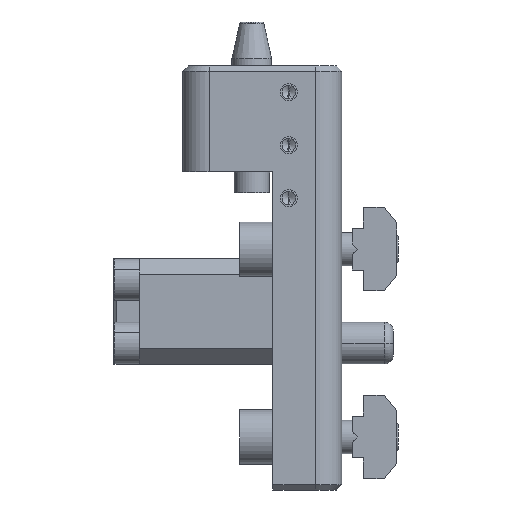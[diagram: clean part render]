
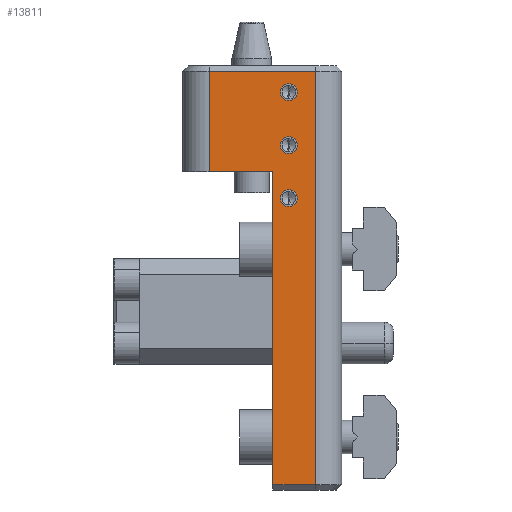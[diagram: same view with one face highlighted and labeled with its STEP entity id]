
A CAD part, left-side view. The second image highlights one B-rep face of the part: STEP entity #13811.
In plain terms, the highlighted planar face has unit normal (-1, 0, 0).
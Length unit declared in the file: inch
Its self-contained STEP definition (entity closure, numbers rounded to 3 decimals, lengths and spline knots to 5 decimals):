
#315 = VECTOR ( 'NONE', #1588, 39.37008 ) ;
#408 = ORIENTED_EDGE ( 'NONE', *, *, #6648, .T. ) ;
#487 = DIRECTION ( 'NONE',  ( 0., 0., 1. ) ) ;
#670 = CARTESIAN_POINT ( 'NONE',  ( -1.75, -0.1, -1. ) ) ;
#704 = VERTEX_POINT ( 'NONE', #8784 ) ;
#1050 = VERTEX_POINT ( 'NONE', #7590 ) ;
#1246 = VERTEX_POINT ( 'NONE', #19137 ) ;
#1521 = DIRECTION ( 'NONE',  ( 0., 0., 1. ) ) ;
#1588 = DIRECTION ( 'NONE',  ( 0., 1., 0. ) ) ;
#2471 = EDGE_CURVE ( 'NONE', #21263, #17280, #3079, .T. ) ;
#2722 = VECTOR ( 'NONE', #8487, 39.37008 ) ;
#3079 = LINE ( 'NONE', #13558, #5417 ) ;
#3172 = AXIS2_PLACEMENT_3D ( 'NONE', #9604, #6414, #14864 ) ;
#3270 = VECTOR ( 'NONE', #7546, 39.37008 ) ;
#3433 = DIRECTION ( 'NONE',  ( 1., 0., 0. ) ) ;
#3492 = EDGE_CURVE ( 'NONE', #17280, #704, #19893, .T. ) ;
#3501 = EDGE_CURVE ( 'NONE', #9782, #9333, #19662, .T. ) ;
#3536 = DIRECTION ( 'NONE',  ( 0., 0., -1. ) ) ;
#3646 = FACE_BOUND ( 'NONE', #9842, .T. ) ;
#4200 = ORIENTED_EDGE ( 'NONE', *, *, #10573, .F. ) ;
#4232 = CARTESIAN_POINT ( 'NONE',  ( -1.75, -0.1, -1. ) ) ;
#4393 = LINE ( 'NONE', #16719, #12807 ) ;
#5056 = CARTESIAN_POINT ( 'NONE',  ( -1.75, -0.25, -0.247 ) ) ;
#5088 = VECTOR ( 'NONE', #11070, 39.37008 ) ;
#5134 = FACE_OUTER_BOUND ( 'NONE', #8579, .T. ) ;
#5249 = CARTESIAN_POINT ( 'NONE',  ( -1.75, -0.5, -0.05 ) ) ;
#5339 = VERTEX_POINT ( 'NONE', #18200 ) ;
#5417 = VECTOR ( 'NONE', #10013, 39.37008 ) ;
#5819 = ORIENTED_EDGE ( 'NONE', *, *, #17692, .T. ) ;
#6414 = DIRECTION ( 'NONE',  ( -1., 0., 0. ) ) ;
#6648 = EDGE_CURVE ( 'NONE', #9782, #21263, #4393, .T. ) ;
#6811 = DIRECTION ( 'NONE',  ( -1., 0., 0. ) ) ;
#7128 = ORIENTED_EDGE ( 'NONE', *, *, #18935, .F. ) ;
#7383 = CARTESIAN_POINT ( 'NONE',  ( -1.75, -0.25, -0.82574 ) ) ;
#7546 = DIRECTION ( 'NONE',  ( 0., 1., 0. ) ) ;
#7590 = CARTESIAN_POINT ( 'NONE',  ( -1.75, -0.25, -0.66826 ) ) ;
#8099 = VERTEX_POINT ( 'NONE', #14802 ) ;
#8283 = ORIENTED_EDGE ( 'NONE', *, *, #3501, .F. ) ;
#8480 = CARTESIAN_POINT ( 'NONE',  ( -1.75, -0.1, -3.95 ) ) ;
#8487 = DIRECTION ( 'NONE',  ( 0., 0., -1. ) ) ;
#8579 = EDGE_LOOP ( 'NONE', ( #8283, #408, #9671, #22568, #5819, #11703 ) ) ;
#8656 = FACE_BOUND ( 'NONE', #15439, .T. ) ;
#8784 = CARTESIAN_POINT ( 'NONE',  ( -1.75, 0.5, -0.05 ) ) ;
#9333 = VERTEX_POINT ( 'NONE', #670 ) ;
#9403 = CARTESIAN_POINT ( 'NONE',  ( -1.75, -0.25, -0.32574 ) ) ;
#9604 = CARTESIAN_POINT ( 'NONE',  ( -1.75, -0.25, -0.747 ) ) ;
#9671 = ORIENTED_EDGE ( 'NONE', *, *, #2471, .T. ) ;
#9782 = VERTEX_POINT ( 'NONE', #8480 ) ;
#9842 = EDGE_LOOP ( 'NONE', ( #7128, #21595 ) ) ;
#10013 = DIRECTION ( 'NONE',  ( 0., 0., 1. ) ) ;
#10215 = CARTESIAN_POINT ( 'NONE',  ( -1.75, -0.25, -1.247 ) ) ;
#10305 = AXIS2_PLACEMENT_3D ( 'NONE', #20848, #15783, #10514 ) ;
#10422 = LINE ( 'NONE', #12141, #2722 ) ;
#10514 = DIRECTION ( 'NONE',  ( 0., 0., 1. ) ) ;
#10573 = EDGE_CURVE ( 'NONE', #1246, #5339, #19309, .T. ) ;
#10904 = EDGE_CURVE ( 'NONE', #5339, #1246, #20811, .T. ) ;
#11070 = DIRECTION ( 'NONE',  ( 0., 0., 1. ) ) ;
#11167 = CARTESIAN_POINT ( 'NONE',  ( -1.75, -0.25, -1.247 ) ) ;
#11277 = DIRECTION ( 'NONE',  ( -1., 0., 0. ) ) ;
#11703 = ORIENTED_EDGE ( 'NONE', *, *, #20855, .F. ) ;
#11929 = AXIS2_PLACEMENT_3D ( 'NONE', #17725, #21401, #487 ) ;
#12004 = ORIENTED_EDGE ( 'NONE', *, *, #18039, .F. ) ;
#12072 = EDGE_CURVE ( 'NONE', #21934, #17116, #19362, .T. ) ;
#12118 = EDGE_LOOP ( 'NONE', ( #12004, #16334 ) ) ;
#12141 = CARTESIAN_POINT ( 'NONE',  ( -1.75, 0.5, -4. ) ) ;
#12397 = AXIS2_PLACEMENT_3D ( 'NONE', #5056, #13611, #1521 ) ;
#12807 = VECTOR ( 'NONE', #18451, 39.37008 ) ;
#13008 = CIRCLE ( 'NONE', #11929, 0.07874 ) ;
#13558 = CARTESIAN_POINT ( 'NONE',  ( -1.75, -0.5, -4. ) ) ;
#13611 = DIRECTION ( 'NONE',  ( -1., 0., 0. ) ) ;
#13765 = DIRECTION ( 'NONE',  ( 0., 0., 1. ) ) ;
#13811 = ADVANCED_FACE ( 'NONE', ( #3646, #17228, #8656, #5134 ), #19081, .F. ) ;
#14802 = CARTESIAN_POINT ( 'NONE',  ( -1.75, 0.5, -1. ) ) ;
#14864 = DIRECTION ( 'NONE',  ( 0., 0., 1. ) ) ;
#15275 = AXIS2_PLACEMENT_3D ( 'NONE', #10215, #6811, #13765 ) ;
#15276 = ORIENTED_EDGE ( 'NONE', *, *, #10904, .F. ) ;
#15439 = EDGE_LOOP ( 'NONE', ( #15276, #4200 ) ) ;
#15611 = CARTESIAN_POINT ( 'NONE',  ( -1.75, 0.75, -1. ) ) ;
#15691 = EDGE_CURVE ( 'NONE', #19665, #1050, #19487, .T. ) ;
#15783 = DIRECTION ( 'NONE',  ( -1., 0., 0. ) ) ;
#16334 = ORIENTED_EDGE ( 'NONE', *, *, #15691, .F. ) ;
#16719 = CARTESIAN_POINT ( 'NONE',  ( -1.75, -0.5, -3.95 ) ) ;
#17116 = VERTEX_POINT ( 'NONE', #18283 ) ;
#17228 = FACE_BOUND ( 'NONE', #12118, .T. ) ;
#17280 = VERTEX_POINT ( 'NONE', #5249 ) ;
#17692 = EDGE_CURVE ( 'NONE', #704, #8099, #10422, .T. ) ;
#17725 = CARTESIAN_POINT ( 'NONE',  ( -1.75, -0.25, -0.247 ) ) ;
#18039 = EDGE_CURVE ( 'NONE', #1050, #19665, #21782, .T. ) ;
#18156 = DIRECTION ( 'NONE',  ( 0., 0., 1. ) ) ;
#18200 = CARTESIAN_POINT ( 'NONE',  ( -1.75, -0.25, -1.16826 ) ) ;
#18283 = CARTESIAN_POINT ( 'NONE',  ( -1.75, -0.25, -0.16826 ) ) ;
#18451 = DIRECTION ( 'NONE',  ( 0., -1., 0. ) ) ;
#18600 = LINE ( 'NONE', #15611, #315 ) ;
#18935 = EDGE_CURVE ( 'NONE', #17116, #21934, #13008, .T. ) ;
#19081 = PLANE ( 'NONE',  #20527 ) ;
#19137 = CARTESIAN_POINT ( 'NONE',  ( -1.75, -0.25, -1.32574 ) ) ;
#19191 = CARTESIAN_POINT ( 'NONE',  ( -1.75, 0.75, -4. ) ) ;
#19309 = CIRCLE ( 'NONE', #15275, 0.07874 ) ;
#19362 = CIRCLE ( 'NONE', #12397, 0.07874 ) ;
#19487 = CIRCLE ( 'NONE', #10305, 0.07874 ) ;
#19662 = LINE ( 'NONE', #4232, #5088 ) ;
#19665 = VERTEX_POINT ( 'NONE', #7383 ) ;
#19676 = CARTESIAN_POINT ( 'NONE',  ( -1.75, -0.5, -3.95 ) ) ;
#19893 = LINE ( 'NONE', #21494, #3270 ) ;
#20527 = AXIS2_PLACEMENT_3D ( 'NONE', #19191, #3433, #3536 ) ;
#20811 = CIRCLE ( 'NONE', #22603, 0.07874 ) ;
#20848 = CARTESIAN_POINT ( 'NONE',  ( -1.75, -0.25, -0.747 ) ) ;
#20855 = EDGE_CURVE ( 'NONE', #9333, #8099, #18600, .T. ) ;
#21263 = VERTEX_POINT ( 'NONE', #19676 ) ;
#21401 = DIRECTION ( 'NONE',  ( -1., 0., 0. ) ) ;
#21494 = CARTESIAN_POINT ( 'NONE',  ( -1.75, 0.75, -0.05 ) ) ;
#21595 = ORIENTED_EDGE ( 'NONE', *, *, #12072, .F. ) ;
#21782 = CIRCLE ( 'NONE', #3172, 0.07874 ) ;
#21934 = VERTEX_POINT ( 'NONE', #9403 ) ;
#22568 = ORIENTED_EDGE ( 'NONE', *, *, #3492, .T. ) ;
#22603 = AXIS2_PLACEMENT_3D ( 'NONE', #11167, #11277, #18156 ) ;
